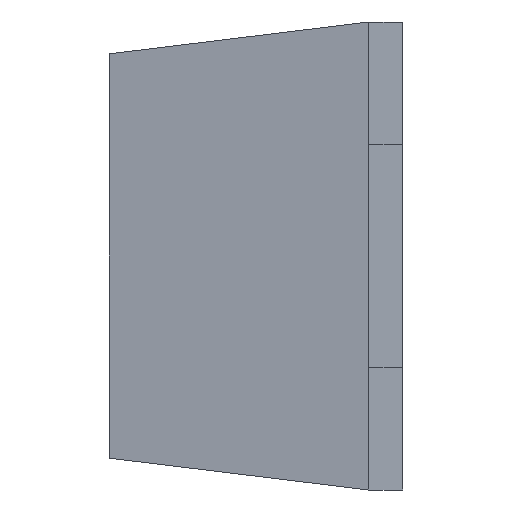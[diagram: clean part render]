
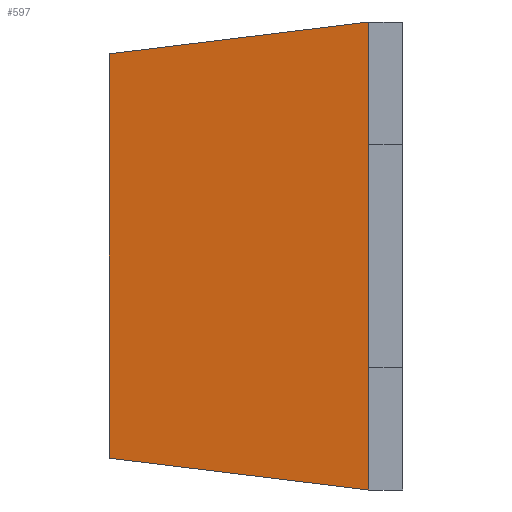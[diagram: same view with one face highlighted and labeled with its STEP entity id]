
A CAD part, left-side view. The second image highlights one B-rep face of the part: STEP entity #597.
In plain terms, the highlighted planar face has unit normal (-0.993, 0.122, 0).
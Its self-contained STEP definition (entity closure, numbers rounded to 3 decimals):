
#1 = FACE_OUTER_BOUND ( 'NONE', #1223, .T. ) ;
#4 = EDGE_CURVE ( 'NONE', #1014, #792, #264, .T. ) ;
#25 = DIRECTION ( 'NONE',  ( 0., 0., 1. ) ) ;
#81 = CARTESIAN_POINT ( 'NONE',  ( -1.375, 0.125, 0.412 ) ) ;
#91 = VERTEX_POINT ( 'NONE', #315 ) ;
#107 = DIRECTION ( 'NONE',  ( -0.993, 0.122, 0. ) ) ;
#114 = VERTEX_POINT ( 'NONE', #1066 ) ;
#202 = CARTESIAN_POINT ( 'NONE',  ( -1.375, 0.125, 0.862 ) ) ;
#241 = EDGE_CURVE ( 'NONE', #1014, #91, #746, .T. ) ;
#244 = LINE ( 'NONE', #468, #1138 ) ;
#264 = LINE ( 'NONE', #1159, #716 ) ;
#292 = VECTOR ( 'NONE', #877, 1000. ) ;
#315 = CARTESIAN_POINT ( 'NONE',  ( -1.375, 0.125, -0.862 ) ) ;
#350 = VERTEX_POINT ( 'NONE', #1027 ) ;
#380 = LINE ( 'NONE', #646, #817 ) ;
#406 = VECTOR ( 'NONE', #881, 1000. ) ;
#409 = LINE ( 'NONE', #202, #406 ) ;
#466 = DIRECTION ( 'NONE',  ( 0., 0., 1. ) ) ;
#468 = CARTESIAN_POINT ( 'NONE',  ( -1.375, 0.125, 0.862 ) ) ;
#521 = ORIENTED_EDGE ( 'NONE', *, *, #583, .F. ) ;
#577 = CARTESIAN_POINT ( 'NONE',  ( -1.375, 0.125, -0.862 ) ) ;
#583 = EDGE_CURVE ( 'NONE', #792, #114, #409, .T. ) ;
#586 = CARTESIAN_POINT ( 'NONE',  ( -1.375, 0.125, -0.862 ) ) ;
#597 = ADVANCED_FACE ( 'NONE', ( #1 ), #1198, .T. ) ;
#601 = EDGE_CURVE ( 'NONE', #948, #114, #380, .T. ) ;
#646 = CARTESIAN_POINT ( 'NONE',  ( -1.375, 0.125, 0.862 ) ) ;
#668 = DIRECTION ( 'NONE',  ( -0.121, -0.985, -0.121 ) ) ;
#699 = LINE ( 'NONE', #1096, #292 ) ;
#716 = VECTOR ( 'NONE', #1132, 1000. ) ;
#719 = ORIENTED_EDGE ( 'NONE', *, *, #601, .T. ) ;
#746 = LINE ( 'NONE', #586, #790 ) ;
#790 = VECTOR ( 'NONE', #668, 1000. ) ;
#792 = VERTEX_POINT ( 'NONE', #1076 ) ;
#817 = VECTOR ( 'NONE', #1054, 1000. ) ;
#868 = CARTESIAN_POINT ( 'NONE',  ( -1.258, 1.08, -0.745 ) ) ;
#877 = DIRECTION ( 'NONE',  ( 0., 0., 1. ) ) ;
#881 = DIRECTION ( 'NONE',  ( -0.121, -0.985, 0.121 ) ) ;
#935 = ORIENTED_EDGE ( 'NONE', *, *, #1021, .T. ) ;
#948 = VERTEX_POINT ( 'NONE', #81 ) ;
#950 = ORIENTED_EDGE ( 'NONE', *, *, #1090, .T. ) ;
#952 = ORIENTED_EDGE ( 'NONE', *, *, #4, .F. ) ;
#1014 = VERTEX_POINT ( 'NONE', #868 ) ;
#1021 = EDGE_CURVE ( 'NONE', #91, #350, #699, .T. ) ;
#1027 = CARTESIAN_POINT ( 'NONE',  ( -1.375, 0.125, -0.412 ) ) ;
#1028 = ORIENTED_EDGE ( 'NONE', *, *, #241, .T. ) ;
#1054 = DIRECTION ( 'NONE',  ( 0., 0., 1. ) ) ;
#1066 = CARTESIAN_POINT ( 'NONE',  ( -1.375, 0.125, 0.862 ) ) ;
#1069 = AXIS2_PLACEMENT_3D ( 'NONE', #577, #107, #466 ) ;
#1076 = CARTESIAN_POINT ( 'NONE',  ( -1.258, 1.08, 0.745 ) ) ;
#1090 = EDGE_CURVE ( 'NONE', #350, #948, #244, .T. ) ;
#1096 = CARTESIAN_POINT ( 'NONE',  ( -1.375, 0.125, 0.862 ) ) ;
#1132 = DIRECTION ( 'NONE',  ( 0., 0., 1. ) ) ;
#1138 = VECTOR ( 'NONE', #25, 1000. ) ;
#1159 = CARTESIAN_POINT ( 'NONE',  ( -1.258, 1.08, -0.862 ) ) ;
#1198 = PLANE ( 'NONE',  #1069 ) ;
#1223 = EDGE_LOOP ( 'NONE', ( #952, #1028, #935, #950, #719, #521 ) ) ;
